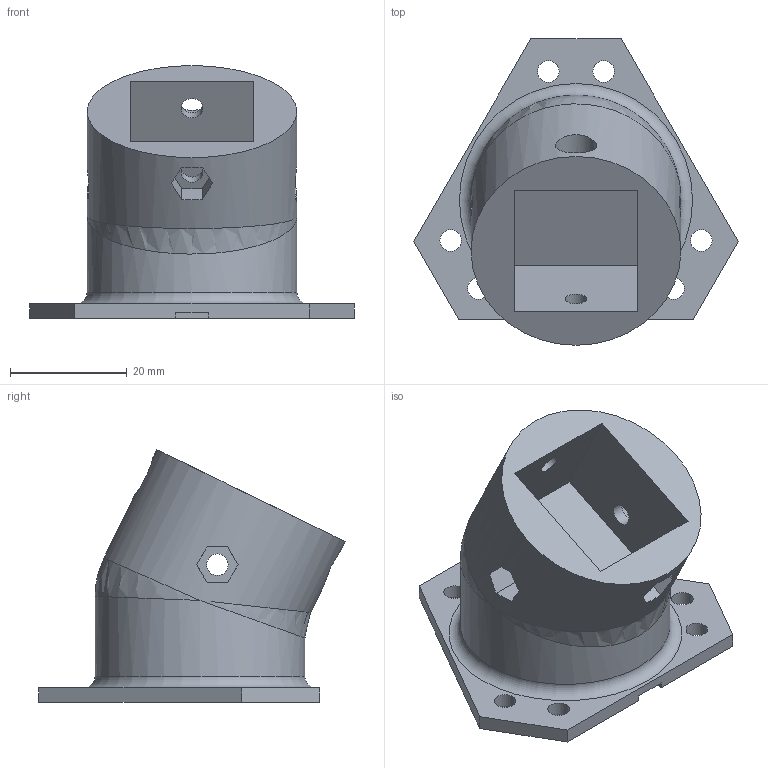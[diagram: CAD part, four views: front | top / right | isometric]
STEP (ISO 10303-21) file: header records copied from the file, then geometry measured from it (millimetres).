
FILE_DESCRIPTION(/* description */ (''),/* implementation_level */ '2;1');
FILE_NAME(/* name */ 'Connector_to_Omega.step',/* time_stamp */ '2025-11-28T21:57:15+01:00',/* author */ (''),/* organization */ (''),/* preprocessor_version */ 'ST-DEVELOPER v20.1',/* originating_system */ 'Autodesk Translation Framework v14.21.0.0',/* authorisation */ '');
FILE_SCHEMA (('AUTOMOTIVE_DESIGN { 1 0 10303 214 3 1 1 }'));
Length unit declared in the file: millimetre
Products named in the file (1): 2025-11-25-11-41-16-015
Bounding box: 55.7 x 52.63 x 43.37 mm (x, y, z)
Volume: 30422.9 mm3; surface area: 10159.4 mm2
Topology: 1 solids, 1 shells, 51 faces, 132 edges, 84 vertices
Faces by surface type: plane 34, cylinder 14, bspline 2, torus 1
Full cylindrical faces by diameter (mm): 3.7 x10, 7.1 x2, 36 x2
Entity records: 1738 total; most frequent: CARTESIAN_POINT 413, DIRECTION 265, ORIENTED_EDGE 256, EDGE_CURVE 128, AXIS2_PLACEMENT_3D 92, VERTEX_POINT 84, LINE 81, VECTOR 81
